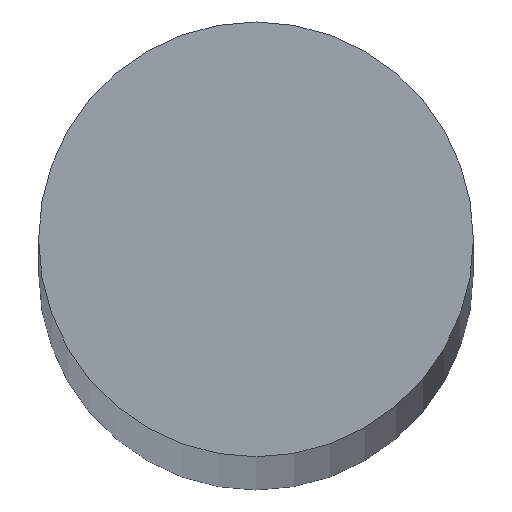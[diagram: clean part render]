
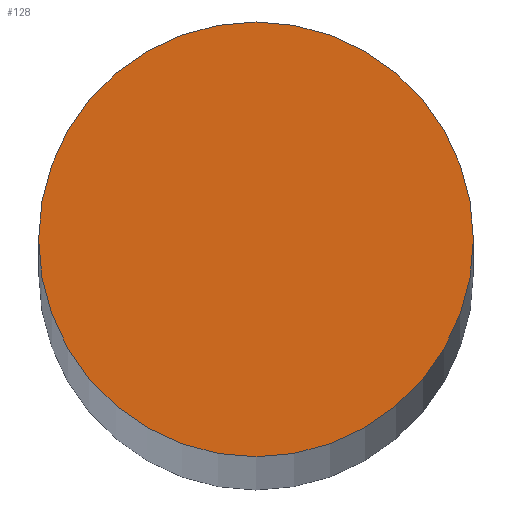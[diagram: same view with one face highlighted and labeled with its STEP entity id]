
A CAD part, top view. The second image highlights one B-rep face of the part: STEP entity #128.
In plain terms, the highlighted planar face has unit normal (0, 0, 1).
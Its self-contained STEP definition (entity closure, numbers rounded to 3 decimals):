
#63=CARTESIAN_POINT('Vertex',(4.,0.,350.)) ;
#77=CARTESIAN_POINT('Vertex',(-4.,0.,350.)) ;
#80=CARTESIAN_POINT('Axis2P3D Location',(0.,0.,350.)) ;
#97=CARTESIAN_POINT('Axis2P3D Location',(0.,0.,350.)) ;
#119=CARTESIAN_POINT('Axis2P3D Location',(0.,0.,350.)) ;
#81=DIRECTION('Axis2P3D Direction',(0.,0.,1.)) ;
#98=DIRECTION('Axis2P3D Direction',(0.,0.,1.)) ;
#120=DIRECTION('Axis2P3D Direction',(0.,0.,1.)) ;
#121=DIRECTION('Axis2P3D XDirection',(1.,0.,0.)) ;
#82=AXIS2_PLACEMENT_3D('Circle Axis2P3D',#80,#81,$) ;
#99=AXIS2_PLACEMENT_3D('Circle Axis2P3D',#97,#98,$) ;
#122=AXIS2_PLACEMENT_3D('Plane Axis2P3D',#119,#120,#121) ;
#125=ORIENTED_EDGE('',*,*,#84,.T.) ;
#126=ORIENTED_EDGE('',*,*,#101,.T.) ;
#128=ADVANCED_FACE('PartBody',(#127),#123,.T.) ;
#83=CIRCLE('generated circle',#82,4.) ;
#100=CIRCLE('generated circle',#99,4.) ;
#84=EDGE_CURVE('',#64,#78,#83,.T.) ;
#101=EDGE_CURVE('',#78,#64,#100,.T.) ;
#124=EDGE_LOOP('',(#125,#126)) ;
#127=FACE_OUTER_BOUND('',#124,.T.) ;
#123=PLANE('Plane',#122) ;
#64=VERTEX_POINT('',#63) ;
#78=VERTEX_POINT('',#77) ;
